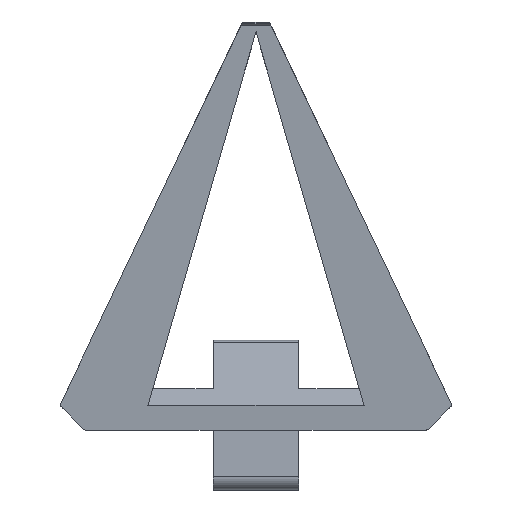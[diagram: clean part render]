
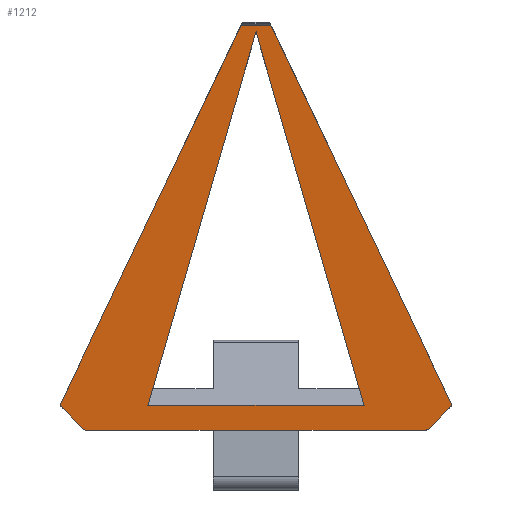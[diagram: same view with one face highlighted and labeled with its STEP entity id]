
A CAD part, front view. The second image highlights one B-rep face of the part: STEP entity #1212.
In plain terms, the highlighted planar face has unit normal (0, -0.994, -0.107).
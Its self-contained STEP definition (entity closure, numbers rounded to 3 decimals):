
#8 = VECTOR ( 'NONE', #2273, 1000. ) ;
#12 = EDGE_CURVE ( 'NONE', #1929, #611, #876, .T. ) ;
#14 = ORIENTED_EDGE ( 'NONE', *, *, #2125, .F. ) ;
#21 = EDGE_LOOP ( 'NONE', ( #1049, #14, #220 ) ) ;
#29 = CARTESIAN_POINT ( 'NONE',  ( -51.355, 29.6, 8. ) ) ;
#55 = ORIENTED_EDGE ( 'NONE', *, *, #2316, .T. ) ;
#78 = DIRECTION ( 'NONE',  ( -1., 0., 0. ) ) ;
#90 = VECTOR ( 'NONE', #2303, 1000. ) ;
#97 = CARTESIAN_POINT ( 'NONE',  ( -51.793, 29.568, 8.293 ) ) ;
#145 = LINE ( 'NONE', #972, #1734 ) ;
#171 = CARTESIAN_POINT ( 'NONE',  ( 23.267, 32.653, -20.233 ) ) ;
#184 = VECTOR ( 'NONE', #2392, 1000. ) ;
#192 =( BOUNDED_CURVE ( )  B_SPLINE_CURVE ( 3, ( #1668, #1265, #29, #1512 ),
 .UNSPECIFIED., .F., .F. ) 
 B_SPLINE_CURVE_WITH_KNOTS ( ( 4, 4 ),
 ( 2.356, 3.142 ),
 .UNSPECIFIED. ) 
 CURVE ( )  GEOMETRIC_REPRESENTATION_ITEM ( )  RATIONAL_B_SPLINE_CURVE ( ( 1., 0.949, 0.949, 1. ) ) 
 REPRESENTATION_ITEM ( '' )  );
#200 = CARTESIAN_POINT ( 'NONE',  ( -59., 29.6, 8. ) ) ;
#220 = ORIENTED_EDGE ( 'NONE', *, *, #1307, .T. ) ;
#294 = ORIENTED_EDGE ( 'NONE', *, *, #1682, .F. ) ;
#339 = ORIENTED_EDGE ( 'NONE', *, *, #1914, .F. ) ;
#349 = CARTESIAN_POINT ( 'NONE',  ( -58.5, 28.843, 15. ) ) ;
#364 = CARTESIAN_POINT ( 'NONE',  ( -58.5, 28.843, 15. ) ) ;
#376 = LINE ( 'NONE', #171, #2535 ) ;
#406 = CARTESIAN_POINT ( 'NONE',  ( 0., 29.6, 8. ) ) ;
#441 = DIRECTION ( 'NONE',  ( 0., -0.108, 0.994 ) ) ;
#445 = EDGE_CURVE ( 'NONE', #1154, #1795, #145, .T. ) ;
#490 = LINE ( 'NONE', #1106, #2216 ) ;
#523 = ORIENTED_EDGE ( 'NONE', *, *, #2382, .F. ) ;
#606 = CARTESIAN_POINT ( 'NONE',  ( 58.5, 28.843, 15. ) ) ;
#611 = VERTEX_POINT ( 'NONE', #1354 ) ;
#634 = CARTESIAN_POINT ( 'NONE',  ( 51.355, 29.6, 8. ) ) ;
#687 = ORIENTED_EDGE ( 'NONE', *, *, #2417, .T. ) ;
#697 = LINE ( 'NONE', #2069, #90 ) ;
#705 = DIRECTION ( 'NONE',  ( -1., 0., 0. ) ) ;
#735 = CARTESIAN_POINT ( 'NONE',  ( -58.884, 28.763, 15.742 ) ) ;
#798 = LINE ( 'NONE', #406, #1281 ) ;
#804 = CARTESIAN_POINT ( 'NONE',  ( 58.884, 28.763, 15.742 ) ) ;
#831 = EDGE_CURVE ( 'NONE', #1785, #1154, #2352, .T. ) ;
#840 = LINE ( 'NONE', #1039, #8 ) ;
#876 = LINE ( 'NONE', #1685, #1933 ) ;
#916 = CARTESIAN_POINT ( 'NONE',  ( -58.696, 28.72, 16.138 ) ) ;
#956 = CARTESIAN_POINT ( 'NONE',  ( 58.696, 28.72, 16.138 ) ) ;
#969 = CARTESIAN_POINT ( 'NONE',  ( 58.696, 28.72, 16.138 ) ) ;
#972 = CARTESIAN_POINT ( 'NONE',  ( 53.12, 27.456, 27.822 ) ) ;
#977 = VECTOR ( 'NONE', #2349, 1000. ) ;
#980 =( BOUNDED_CURVE ( )  B_SPLINE_CURVE ( 3, ( #2226, #634, #1610, #1816 ),
 .UNSPECIFIED., .F., .F. ) 
 B_SPLINE_CURVE_WITH_KNOTS ( ( 4, 4 ),
 ( 3.142, 3.927 ),
 .UNSPECIFIED. ) 
 CURVE ( )  GEOMETRIC_REPRESENTATION_ITEM ( )  RATIONAL_B_SPLINE_CURVE ( ( 1., 0.949, 0.949, 1. ) ) 
 REPRESENTATION_ITEM ( '' )  );
#1038 = PLANE ( 'NONE',  #1095 ) ;
#1039 = CARTESIAN_POINT ( 'NONE',  ( -59., 16.433, 129.75 ) ) ;
#1049 = ORIENTED_EDGE ( 'NONE', *, *, #12, .T. ) ;
#1093 = CARTESIAN_POINT ( 'NONE',  ( 33.418, 29.132, 12.329 ) ) ;
#1095 = AXIS2_PLACEMENT_3D ( 'NONE', #200, #2657, #441 ) ;
#1106 = CARTESIAN_POINT ( 'NONE',  ( 0., 29.6, 8. ) ) ;
#1154 = VERTEX_POINT ( 'NONE', #969 ) ;
#1212 = ADVANCED_FACE ( 'NONE', ( #2073, #1455 ), #1038, .F. ) ;
#1218 = DIRECTION ( 'NONE',  ( -1., 0., 0. ) ) ;
#1220 = CARTESIAN_POINT ( 'NONE',  ( 4.477, 16.433, 129.75 ) ) ;
#1223 = ORIENTED_EDGE ( 'NONE', *, *, #445, .T. ) ;
#1263 = VERTEX_POINT ( 'NONE', #1636 ) ;
#1265 = CARTESIAN_POINT ( 'NONE',  ( -51.603, 29.589, 8.103 ) ) ;
#1281 = VECTOR ( 'NONE', #1218, 1000. ) ;
#1303 = CARTESIAN_POINT ( 'NONE',  ( -51.086, 29.6, 8. ) ) ;
#1307 = EDGE_CURVE ( 'NONE', #2608, #1929, #1496, .T. ) ;
#1320 = VERTEX_POINT ( 'NONE', #2542 ) ;
#1323 = CARTESIAN_POINT ( 'NONE',  ( -53.12, 27.456, 27.822 ) ) ;
#1328 = CARTESIAN_POINT ( 'NONE',  ( -58.81, 28.809, 15.31 ) ) ;
#1350 = EDGE_CURVE ( 'NONE', #2645, #1942, #1878, .T. ) ;
#1351 = EDGE_CURVE ( 'NONE', #1263, #2645, #490, .T. ) ;
#1354 = CARTESIAN_POINT ( 'NONE',  ( -32.5, 28.789, 15.5 ) ) ;
#1369 = EDGE_CURVE ( 'NONE', #1263, #1550, #980, .T. ) ;
#1420 = DIRECTION ( 'NONE',  ( -0.705, 0.076, -0.705 ) ) ;
#1455 = FACE_BOUND ( 'NONE', #21, .T. ) ;
#1496 = LINE ( 'NONE', #1093, #977 ) ;
#1512 = CARTESIAN_POINT ( 'NONE',  ( -51.086, 29.6, 8. ) ) ;
#1533 = CARTESIAN_POINT ( 'NONE',  ( -33.418, 29.132, 12.329 ) ) ;
#1550 = VERTEX_POINT ( 'NONE', #2448 ) ;
#1560 = ORIENTED_EDGE ( 'NONE', *, *, #1350, .F. ) ;
#1562 = CARTESIAN_POINT ( 'NONE',  ( 58.5, 28.843, 15. ) ) ;
#1605 = CARTESIAN_POINT ( 'NONE',  ( -58.696, 28.72, 16.138 ) ) ;
#1610 = CARTESIAN_POINT ( 'NONE',  ( 51.603, 29.589, 8.103 ) ) ;
#1636 = CARTESIAN_POINT ( 'NONE',  ( 51.086, 29.6, 8. ) ) ;
#1650 = CARTESIAN_POINT ( 'NONE',  ( 32.5, 28.789, 15.5 ) ) ;
#1668 = CARTESIAN_POINT ( 'NONE',  ( -51.793, 29.568, 8.293 ) ) ;
#1682 = EDGE_CURVE ( 'NONE', #2278, #1320, #1955, .T. ) ;
#1685 = CARTESIAN_POINT ( 'NONE',  ( 0., 28.789, 15.5 ) ) ;
#1734 = VECTOR ( 'NONE', #1794, 1000. ) ;
#1754 = EDGE_LOOP ( 'NONE', ( #294, #687, #523, #55, #339, #1560, #2178, #2116, #2145, #2312, #1223, #1906 ) ) ;
#1785 = VERTEX_POINT ( 'NONE', #606 ) ;
#1794 = DIRECTION ( 'NONE',  ( -0.429, -0.097, 0.898 ) ) ;
#1795 = VERTEX_POINT ( 'NONE', #1220 ) ;
#1816 = CARTESIAN_POINT ( 'NONE',  ( 51.793, 29.568, 8.293 ) ) ;
#1844 = CARTESIAN_POINT ( 'NONE',  ( -12.9, 29.6, 8. ) ) ;
#1878 = LINE ( 'NONE', #2506, #2662 ) ;
#1899 = EDGE_CURVE ( 'NONE', #1785, #1550, #376, .T. ) ;
#1906 = ORIENTED_EDGE ( 'NONE', *, *, #1932, .F. ) ;
#1914 = EDGE_CURVE ( 'NONE', #1942, #2087, #798, .T. ) ;
#1917 = LINE ( 'NONE', #1533, #2374 ) ;
#1929 = VERTEX_POINT ( 'NONE', #1650 ) ;
#1932 = EDGE_CURVE ( 'NONE', #1320, #1795, #840, .T. ) ;
#1933 = VECTOR ( 'NONE', #2507, 1000. ) ;
#1942 = VERTEX_POINT ( 'NONE', #1844 ) ;
#1955 = LINE ( 'NONE', #1323, #184 ) ;
#2008 = CARTESIAN_POINT ( 'NONE',  ( 0., 16.65, 127.75 ) ) ;
#2069 = CARTESIAN_POINT ( 'NONE',  ( -23.267, 32.653, -20.233 ) ) ;
#2073 = FACE_OUTER_BOUND ( 'NONE', #1754, .T. ) ;
#2087 = VERTEX_POINT ( 'NONE', #1303 ) ;
#2116 = ORIENTED_EDGE ( 'NONE', *, *, #1369, .T. ) ;
#2125 = EDGE_CURVE ( 'NONE', #2608, #611, #1917, .T. ) ;
#2145 = ORIENTED_EDGE ( 'NONE', *, *, #1899, .F. ) ;
#2178 = ORIENTED_EDGE ( 'NONE', *, *, #1351, .F. ) ;
#2216 = VECTOR ( 'NONE', #78, 1000. ) ;
#2226 = CARTESIAN_POINT ( 'NONE',  ( 51.086, 29.6, 8. ) ) ;
#2273 = DIRECTION ( 'NONE',  ( 1., 0., 0. ) ) ;
#2278 = VERTEX_POINT ( 'NONE', #1605 ) ;
#2303 = DIRECTION ( 'NONE',  ( -0.705, -0.076, 0.705 ) ) ;
#2312 = ORIENTED_EDGE ( 'NONE', *, *, #831, .T. ) ;
#2316 = EDGE_CURVE ( 'NONE', #2470, #2087, #192, .T. ) ;
#2349 = DIRECTION ( 'NONE',  ( 0.277, 0.103, -0.955 ) ) ;
#2352 =( BOUNDED_CURVE ( )  B_SPLINE_CURVE ( 3, ( #1562, #2446, #804, #956 ),
 .UNSPECIFIED., .F., .F. ) 
 B_SPLINE_CURVE_WITH_KNOTS ( ( 4, 4 ),
 ( 3.927, 5.158 ),
 .UNSPECIFIED. ) 
 CURVE ( )  GEOMETRIC_REPRESENTATION_ITEM ( )  RATIONAL_B_SPLINE_CURVE ( ( 1., 0.878, 0.878, 1. ) ) 
 REPRESENTATION_ITEM ( '' )  );
#2360 = DIRECTION ( 'NONE',  ( -0.277, 0.103, -0.955 ) ) ;
#2374 = VECTOR ( 'NONE', #2360, 1000. ) ;
#2382 = EDGE_CURVE ( 'NONE', #2470, #2513, #697, .T. ) ;
#2390 =( BOUNDED_CURVE ( )  B_SPLINE_CURVE ( 3, ( #916, #735, #1328, #349 ),
 .UNSPECIFIED., .F., .F. ) 
 B_SPLINE_CURVE_WITH_KNOTS ( ( 4, 4 ),
 ( 4.267, 5.498 ),
 .UNSPECIFIED. ) 
 CURVE ( )  GEOMETRIC_REPRESENTATION_ITEM ( )  RATIONAL_B_SPLINE_CURVE ( ( 1., 0.878, 0.878, 1. ) ) 
 REPRESENTATION_ITEM ( '' )  );
#2392 = DIRECTION ( 'NONE',  ( 0.429, -0.097, 0.898 ) ) ;
#2408 = CARTESIAN_POINT ( 'NONE',  ( 12.9, 29.6, 8. ) ) ;
#2417 = EDGE_CURVE ( 'NONE', #2278, #2513, #2390, .T. ) ;
#2446 = CARTESIAN_POINT ( 'NONE',  ( 58.81, 28.809, 15.31 ) ) ;
#2448 = CARTESIAN_POINT ( 'NONE',  ( 51.793, 29.568, 8.293 ) ) ;
#2470 = VERTEX_POINT ( 'NONE', #97 ) ;
#2506 = CARTESIAN_POINT ( 'NONE',  ( 12.9, 29.6, 8. ) ) ;
#2507 = DIRECTION ( 'NONE',  ( -1., 0., 0. ) ) ;
#2513 = VERTEX_POINT ( 'NONE', #364 ) ;
#2535 = VECTOR ( 'NONE', #1420, 1000. ) ;
#2542 = CARTESIAN_POINT ( 'NONE',  ( -4.477, 16.433, 129.75 ) ) ;
#2608 = VERTEX_POINT ( 'NONE', #2008 ) ;
#2645 = VERTEX_POINT ( 'NONE', #2408 ) ;
#2657 = DIRECTION ( 'NONE',  ( 0., 0.994, 0.108 ) ) ;
#2662 = VECTOR ( 'NONE', #705, 1000. ) ;
